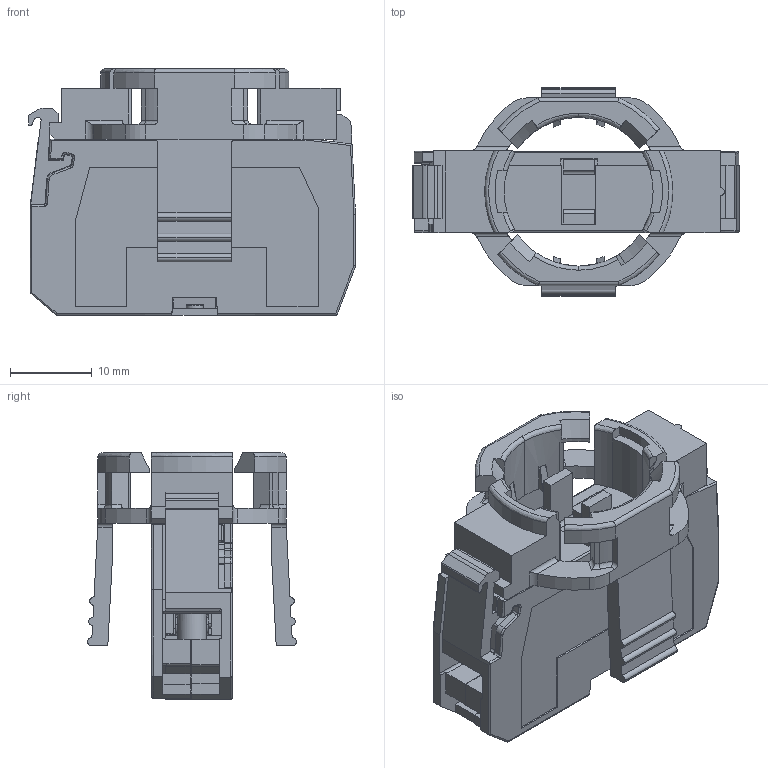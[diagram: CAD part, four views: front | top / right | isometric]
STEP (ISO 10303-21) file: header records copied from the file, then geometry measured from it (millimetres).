
FILE_DESCRIPTION(('STEP AP214'),'1');
FILE_NAME('331E10.stp','2008-04-28T13:46:38',(' '),('Legrand SA'),'XStep 1.0','TRANSCAD',' ');
FILE_SCHEMA(('automotive_design'));
Length unit declared in the file: millimetre
Products named in the file (13): Part1|Corps principal ( *SOL2 - wsp *MASTER -  )|Solide.1 (  de JELE 16693 : issu de *SOL2 - wsp *MASTER -  ) ( Brep de *SOL2 ); Part1|Corps de pièce.2 ( *SOL3 - wsp *MASTER -  )|Solide.2 (  de JELE 27408 : issu de *SOL3 - wsp *MASTER -  ) ( Brep de *SOL3 ); Part1|Corps de pièce.3 ( *SOL4 - wsp *MASTER -  -Non Smart-  )|Solide.3 (  de JELE 27592 : issu de *SOL4 - wsp *MASTER -  ) ( Brep de *SOL4 ); Part1|Corps de pièce.4 ( *SOL5 - wsp *MASTER -  -Non Smart-  )|Solide.4 (  de JELE 28851 : issu de *SOL5 - wsp *MASTER -  ) ( Brep de *SOL5 ); Part1|Corps de pièce.5 ( *SOL6 - wsp *MASTER -  -Non Smart-  )|Solide.5 (  de JELE 29075 : issu de *SOL6 - wsp *MASTER -  ) ( Brep de *SOL6 ); Part1|Corps de pièce.6 ( *SOL7 - wsp *MASTER -  -Non Smart-  )|Assemble.1; Part1|Corps de pièce.8 ( *SOL8 - wsp *MASTER -  )|Solide.8 (  de JELE 40360 : issu de *SOL8 - wsp *MASTER -  ) ( Brep de *SOL8 ); Part1|Corps de pièce.9 ( *SOL9 - wsp *MASTER -  -Non Smart-  )|Solide.9 (  de JELE 40544 : issu de *SOL9 - wsp *MASTER -  ) ( Brep de *SOL9 ); Part1|Corps de pièce.10 ( *SOL10 - wsp *MASTER -  )|Solide.10 (  de JELE 41949 : issu de *SOL10 - wsp *MASTER -  ) ( Brep de *SOL10 ); Part1|Corps de pièce.11 ( *SOL11 - wsp *MASTER -  )|Solide.11 (  de JELE 61424 : issu de *SOL11 - wsp *MASTER -  ) ( Brep de *SOL11 ); Part1|Corps de pièce.12 ( *SOL12 - wsp *MASTER -  )|Solide.12 (  de JELE 80087 : issu de *SOL12 - wsp *MASTER -  ) ( Brep de *SOL12 ); Part1|Corps de pièce.13 ( *SOL13 - wsp *MASTER -  -Non Smart-  )|Solide.13 (  de JELE 81346 : issu de *SOL13 - wsp *MASTER -  ) ( Brep de *SOL13 )
Bounding box: 39.95 x 25.52 x 30.1 mm (x, y, z)
Volume: 8210.3 mm3; surface area: 11973.2 mm2
Topology: 13 solids, 13 shells, 1981 faces, 5692 edges, 3748 vertices
Faces by surface type: plane 1574, cylinder 263, bspline 75, cone 53, torus 8, sphere 8
Entity records: 84856 total; most frequent: CARTESIAN_POINT 17606, ORIENTED_EDGE 11376, DIRECTION 9395, EDGE_CURVE 5688, LINE 4083, VECTOR 4083, VERTEX_POINT 3748, AXIS2_PLACEMENT_3D 2656
